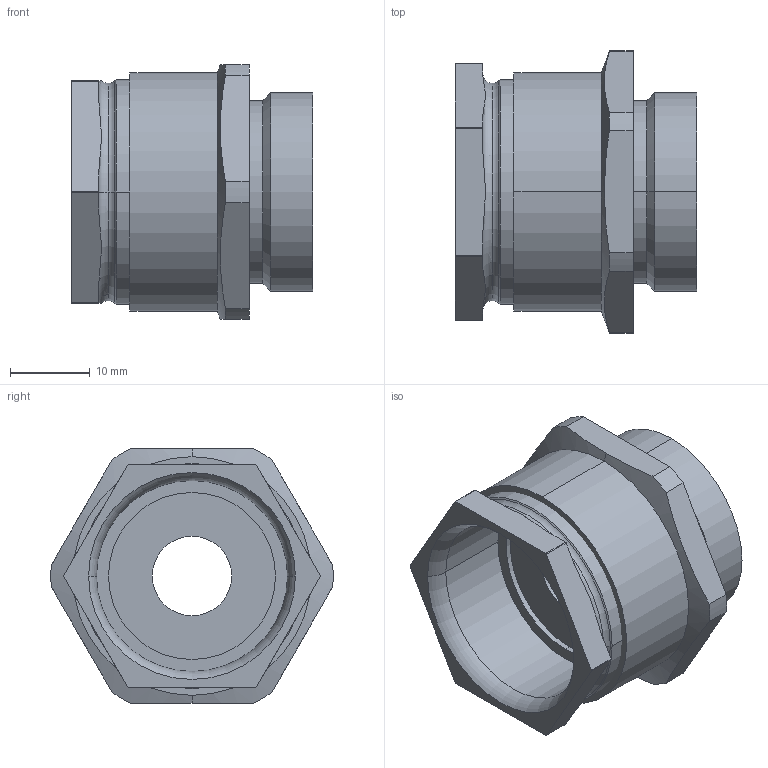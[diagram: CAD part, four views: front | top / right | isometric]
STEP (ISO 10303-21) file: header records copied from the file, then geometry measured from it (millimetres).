
FILE_DESCRIPTION (( 'STEP AP214' ), '1' );
FILE_NAME ('2083720.stp', '2018-08-23T07:43:52', ( '' ), ( '' ), 'SwSTEP 2.0', 'SolidWorks 2016', '' );
FILE_SCHEMA (( 'AUTOMOTIVE_DESIGN' ));
Length unit declared in the file: millimetre
Products named in the file (5): 0067190_Pg21; Druckring_Pg21; 0067153_Pg21; 081049_M25x1,5; 2083720
Assembly tree (5 placements, depth 2):
  2083720
    081049_M25x1,5
    0067153_Pg21
    Druckring_Pg21  x2
    0067190_Pg21
Bounding box: 30.4 x 35.49 x 32 mm (x, y, z)
Volume: 10658.7 mm3; surface area: 10130.8 mm2
Topology: 5 solids, 5 shells, 87 faces, 205 edges, 130 vertices
Faces by surface type: cylinder 41, plane 30, cone 10, torus 6
Entity records: 2687 total; most frequent: CARTESIAN_POINT 534, DIRECTION 453, ORIENTED_EDGE 386, EDGE_CURVE 193, AXIS2_PLACEMENT_3D 185, VERTEX_POINT 122, CIRCLE 96, EDGE_LOOP 91
